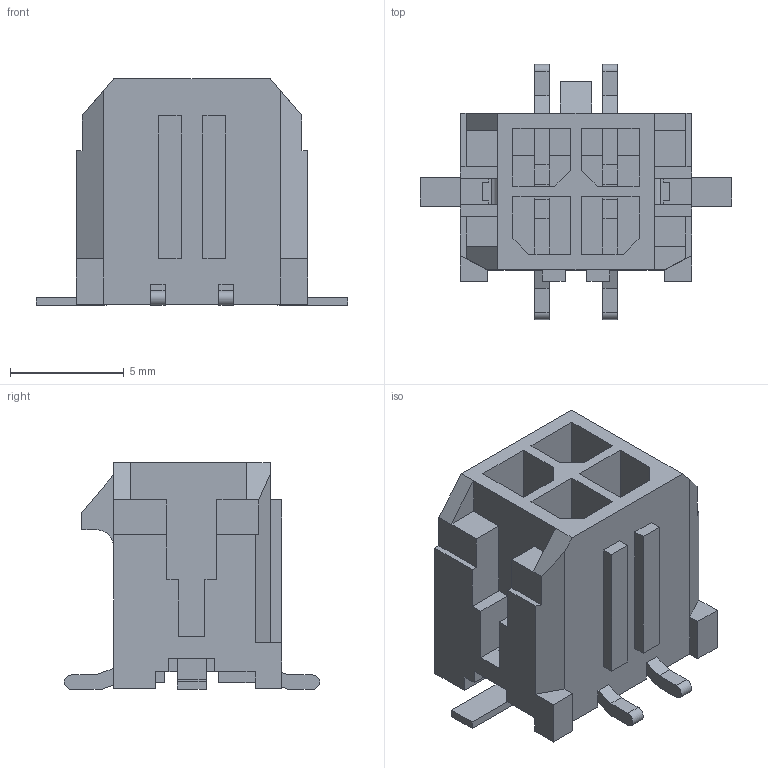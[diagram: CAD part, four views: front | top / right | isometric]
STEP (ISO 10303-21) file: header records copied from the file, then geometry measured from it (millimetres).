
FILE_DESCRIPTION( ( '' ), ' ' );
FILE_NAME( '591ab84b51447f1004b1462f.step', '2017-05-16T08:30:00', ( '' ), ( '' ), ' ', ' ', ' ' );
FILE_SCHEMA( ( 'AUTOMOTIVE_DESIGN { 1 0 10303 214 1 1 1 1 }' ) );
Length unit declared in the file: metre
Products named in the file (1): 1
Bounding box: 13.65 x 11.2 x 9.96 mm (x, y, z)
Surface area: 835.6 mm2 (no closed solid volume)
Topology: 0 solids, 204 shells, 204 faces, 1086 edges, 1086 vertices
Faces by surface type: plane 197, cylinder 7
Entity records: 12022 total; most frequent: CARTESIAN_POINT 2377, DIRECTION 1528, ORIENTED_EDGE 1086, EDGE_CURVE 1086, VERTEX_POINT 1086, LINE 1054, VECTOR 1054, AXIS2_PLACEMENT_3D 237
